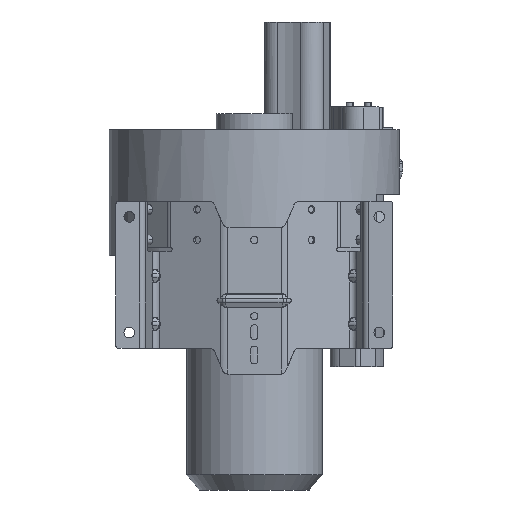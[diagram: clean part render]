
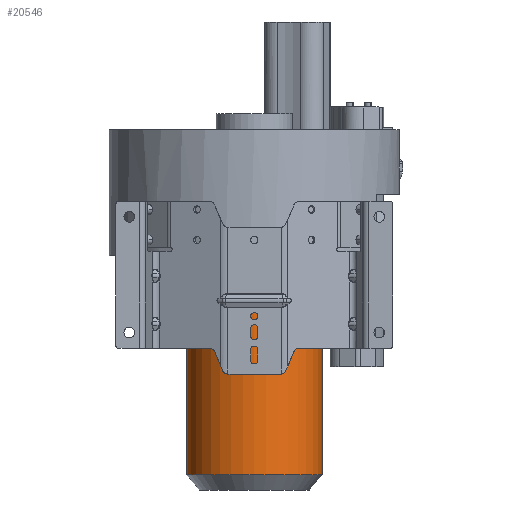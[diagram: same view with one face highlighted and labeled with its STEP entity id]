
A CAD part, front view. The second image highlights one B-rep face of the part: STEP entity #20546.
In plain terms, the highlighted cylindrical face has radius 89 mm (diameter 178 mm), a partial arc.
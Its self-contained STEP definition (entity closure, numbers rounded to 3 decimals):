
#3733=CARTESIAN_POINT('',(0.,0.,-40.8));
#3734=DIRECTION('',(0.,0.,-1.));
#3735=DIRECTION('',(1.,0.,0.));
#3736=AXIS2_PLACEMENT_3D('',#3733,#3734,#3735);
#7089=DIRECTION('',(0.,0.,-1.));
#7090=VECTOR('',#7089,287.2);
#7091=CARTESIAN_POINT('',(-89.,0.,-40.8));
#7092=LINE('',#7091,#7090);
#7146=CARTESIAN_POINT('',(0.,0.,-328.));
#7147=DIRECTION('',(0.,0.,-1.));
#7148=DIRECTION('',(1.,0.,0.));
#7149=AXIS2_PLACEMENT_3D('',#7146,#7147,#7148);
#7151=DIRECTION('',(0.,0.,-1.));
#7152=VECTOR('',#7151,287.2);
#7153=CARTESIAN_POINT('',(89.,0.,-40.8));
#7154=LINE('',#7153,#7152);
#10584=CARTESIAN_POINT('',(-89.,0.,-40.8));
#10585=CARTESIAN_POINT('',(89.,0.,-40.8));
#10586=VERTEX_POINT('',#10584);
#10587=VERTEX_POINT('',#10585);
#10592=CARTESIAN_POINT('',(89.,0.,-328.));
#10593=CARTESIAN_POINT('',(-89.,0.,-328.));
#10594=VERTEX_POINT('',#10592);
#10595=VERTEX_POINT('',#10593);
#20535=CARTESIAN_POINT('',(0.,0.,-40.8));
#20536=DIRECTION('',(0.,0.,-1.));
#20537=DIRECTION('',(-1.,0.,0.));
#20538=AXIS2_PLACEMENT_3D('',#20535,#20536,#20537);
#20539=CYLINDRICAL_SURFACE('',#20538,89.);
#20540=ORIENTED_EDGE('',*,*,#20529,.T.);
#20541=ORIENTED_EDGE('',*,*,#20481,.F.);
#20542=ORIENTED_EDGE('',*,*,#16500,.F.);
#20543=ORIENTED_EDGE('',*,*,#20478,.T.);
#20544=EDGE_LOOP('',(#20540,#20541,#20542,#20543));
#20545=FACE_OUTER_BOUND('',#20544,.F.);
#20546=ADVANCED_FACE('',(#20545),#20539,.T.);
#3737=CIRCLE('',#3736,89.);
#7150=CIRCLE('',#7149,89.);
#16500=EDGE_CURVE('',#10587,#10586,#3737,.T.);
#20478=EDGE_CURVE('',#10587,#10594,#7154,.T.);
#20481=EDGE_CURVE('',#10586,#10595,#7092,.T.);
#20529=EDGE_CURVE('',#10594,#10595,#7150,.T.);
